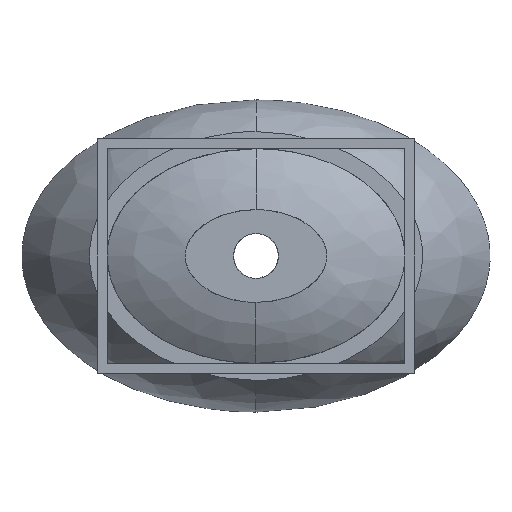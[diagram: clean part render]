
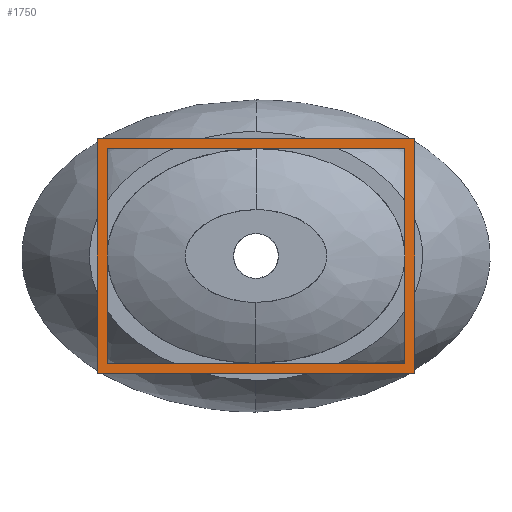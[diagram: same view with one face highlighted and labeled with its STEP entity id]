
A CAD part, front view. The second image highlights one B-rep face of the part: STEP entity #1750.
In plain terms, the highlighted planar face has unit normal (0, -1, 0).
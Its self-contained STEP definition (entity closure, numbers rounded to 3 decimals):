
#10 = DIRECTION ( 'NONE',  ( 0., -1., 0. ) ) ;
#39 = EDGE_CURVE ( 'NONE', #1898, #3561, #3188, .T. ) ;
#58 = DIRECTION ( 'NONE',  ( -1., 0., 0. ) ) ;
#64 = EDGE_CURVE ( 'NONE', #390, #445, #1597, .T. ) ;
#221 = EDGE_CURVE ( 'NONE', #445, #1898, #1060, .T. ) ;
#227 = VECTOR ( 'NONE', #1947, 1000. ) ;
#364 = LINE ( 'NONE', #1629, #227 ) ;
#390 = VERTEX_POINT ( 'NONE', #1150 ) ;
#445 = VERTEX_POINT ( 'NONE', #3200 ) ;
#521 = CARTESIAN_POINT ( 'NONE',  ( 152.5, -100., 110. ) ) ;
#673 = LINE ( 'NONE', #1449, #1472 ) ;
#701 = DIRECTION ( 'NONE',  ( -1., 0., 0. ) ) ;
#760 = VERTEX_POINT ( 'NONE', #1165 ) ;
#980 = DIRECTION ( 'NONE',  ( 0., 0., -1. ) ) ;
#1060 = LINE ( 'NONE', #3352, #1963 ) ;
#1086 = DIRECTION ( 'NONE',  ( 0., 0., 1. ) ) ;
#1150 = CARTESIAN_POINT ( 'NONE',  ( 162.5, -100., -120. ) ) ;
#1165 = CARTESIAN_POINT ( 'NONE',  ( -152.5, -100., -110. ) ) ;
#1228 = CARTESIAN_POINT ( 'NONE',  ( 0., -100., 0. ) ) ;
#1262 = EDGE_CURVE ( 'NONE', #4243, #760, #673, .T. ) ;
#1336 = CARTESIAN_POINT ( 'NONE',  ( -162.5, -100., 120. ) ) ;
#1354 = ORIENTED_EDGE ( 'NONE', *, *, #221, .F. ) ;
#1408 = VECTOR ( 'NONE', #4186, 1000. ) ;
#1449 = CARTESIAN_POINT ( 'NONE',  ( -152.5, -100., -110. ) ) ;
#1472 = VECTOR ( 'NONE', #701, 1000. ) ;
#1495 = VECTOR ( 'NONE', #2832, 1000. ) ;
#1524 = VECTOR ( 'NONE', #2556, 1000. ) ;
#1533 = VERTEX_POINT ( 'NONE', #3134 ) ;
#1597 = LINE ( 'NONE', #3646, #2137 ) ;
#1629 = CARTESIAN_POINT ( 'NONE',  ( -152.5, -100., 110. ) ) ;
#1653 = CARTESIAN_POINT ( 'NONE',  ( 152.5, -100., -110. ) ) ;
#1734 = ORIENTED_EDGE ( 'NONE', *, *, #2628, .F. ) ;
#1750 = ADVANCED_FACE ( 'NONE', ( #1783, #4179 ), #3570, .T. ) ;
#1783 = FACE_BOUND ( 'NONE', #3707, .T. ) ;
#1812 = CARTESIAN_POINT ( 'NONE',  ( 162.5, -100., 120. ) ) ;
#1871 = EDGE_CURVE ( 'NONE', #1533, #3645, #364, .T. ) ;
#1898 = VERTEX_POINT ( 'NONE', #1336 ) ;
#1947 = DIRECTION ( 'NONE',  ( 1., 0., 0. ) ) ;
#1963 = VECTOR ( 'NONE', #1086, 1000. ) ;
#2137 = VECTOR ( 'NONE', #58, 1000. ) ;
#2158 = ORIENTED_EDGE ( 'NONE', *, *, #1871, .T. ) ;
#2311 = LINE ( 'NONE', #4229, #1524 ) ;
#2556 = DIRECTION ( 'NONE',  ( 0., 0., 1. ) ) ;
#2576 = CARTESIAN_POINT ( 'NONE',  ( -162.5, -100., 120. ) ) ;
#2592 = CARTESIAN_POINT ( 'NONE',  ( 152.5, -100., 110. ) ) ;
#2628 = EDGE_CURVE ( 'NONE', #3561, #390, #4318, .T. ) ;
#2766 = AXIS2_PLACEMENT_3D ( 'NONE', #1228, #10, #980 ) ;
#2832 = DIRECTION ( 'NONE',  ( 1., 0., 0. ) ) ;
#2872 = DIRECTION ( 'NONE',  ( 0., 0., -1. ) ) ;
#2918 = ORIENTED_EDGE ( 'NONE', *, *, #64, .F. ) ;
#3073 = EDGE_CURVE ( 'NONE', #760, #1533, #2311, .T. ) ;
#3134 = CARTESIAN_POINT ( 'NONE',  ( -152.5, -100., 110. ) ) ;
#3169 = ORIENTED_EDGE ( 'NONE', *, *, #39, .F. ) ;
#3188 = LINE ( 'NONE', #2576, #1495 ) ;
#3200 = CARTESIAN_POINT ( 'NONE',  ( -162.5, -100., -120. ) ) ;
#3244 = ORIENTED_EDGE ( 'NONE', *, *, #3073, .T. ) ;
#3352 = CARTESIAN_POINT ( 'NONE',  ( -162.5, -100., 120. ) ) ;
#3555 = VECTOR ( 'NONE', #2872, 1000. ) ;
#3561 = VERTEX_POINT ( 'NONE', #3953 ) ;
#3570 = PLANE ( 'NONE',  #2766 ) ;
#3645 = VERTEX_POINT ( 'NONE', #2592 ) ;
#3646 = CARTESIAN_POINT ( 'NONE',  ( -162.5, -100., -120. ) ) ;
#3649 = LINE ( 'NONE', #521, #3555 ) ;
#3707 = EDGE_LOOP ( 'NONE', ( #4019, #3925, #3244, #2158 ) ) ;
#3925 = ORIENTED_EDGE ( 'NONE', *, *, #1262, .T. ) ;
#3953 = CARTESIAN_POINT ( 'NONE',  ( 162.5, -100., 120. ) ) ;
#4019 = ORIENTED_EDGE ( 'NONE', *, *, #4298, .T. ) ;
#4174 = EDGE_LOOP ( 'NONE', ( #1354, #2918, #1734, #3169 ) ) ;
#4179 = FACE_OUTER_BOUND ( 'NONE', #4174, .T. ) ;
#4186 = DIRECTION ( 'NONE',  ( 0., 0., -1. ) ) ;
#4229 = CARTESIAN_POINT ( 'NONE',  ( -152.5, -100., 110. ) ) ;
#4243 = VERTEX_POINT ( 'NONE', #1653 ) ;
#4298 = EDGE_CURVE ( 'NONE', #3645, #4243, #3649, .T. ) ;
#4318 = LINE ( 'NONE', #1812, #1408 ) ;
